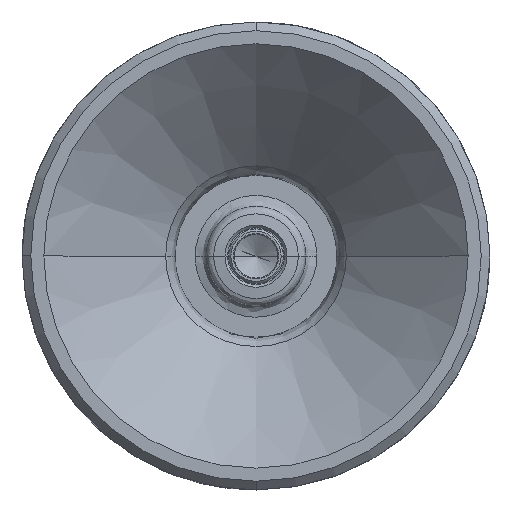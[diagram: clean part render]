
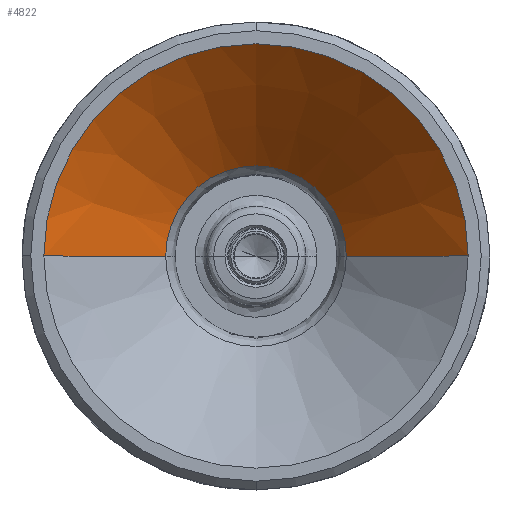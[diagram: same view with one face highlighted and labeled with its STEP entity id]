
A CAD part, top view. The second image highlights one B-rep face of the part: STEP entity #4822.
In plain terms, the highlighted conical face has half-angle 46.148 degrees and reference radius 2.065 mm.
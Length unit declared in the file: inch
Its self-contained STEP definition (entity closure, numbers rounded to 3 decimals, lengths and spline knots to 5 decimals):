
#39 = DIRECTION ( 'NONE',  ( 1., 0., 0. ) ) ;
#147 = CIRCLE ( 'NONE', #1994, 0.0813 ) ;
#463 = CARTESIAN_POINT ( 'NONE',  ( 0.15655, 0., 0.1565 ) ) ;
#484 = LINE ( 'NONE', #4180, #3651 ) ;
#736 = CONICAL_SURFACE ( 'NONE', #937, 0.0813, 0.805 ) ;
#937 = AXIS2_PLACEMENT_3D ( 'NONE', #5535, #1843, #39 ) ;
#1064 = CARTESIAN_POINT ( 'NONE',  ( 0.04685, 0., 0.05111 ) ) ;
#1238 = EDGE_CURVE ( 'NONE', #3292, #4348, #2494, .T. ) ;
#1481 = VECTOR ( 'NONE', #4362, 39.37008 ) ;
#1609 = CIRCLE ( 'NONE', #4352, 0.191 ) ;
#1843 = DIRECTION ( 'NONE',  ( 0., 0., 1. ) ) ;
#1851 = DIRECTION ( 'NONE',  ( 1., 0., 0. ) ) ;
#1994 = AXIS2_PLACEMENT_3D ( 'NONE', #5868, #3032, #5840 ) ;
#2317 = VERTEX_POINT ( 'NONE', #4587 ) ;
#2318 = VERTEX_POINT ( 'NONE', #4162 ) ;
#2494 = LINE ( 'NONE', #1064, #1481 ) ;
#2695 = EDGE_CURVE ( 'NONE', #3292, #2318, #147, .T. ) ;
#2730 = FACE_OUTER_BOUND ( 'NONE', #5452, .T. ) ;
#3032 = DIRECTION ( 'NONE',  ( 0., 0., 1. ) ) ;
#3100 = CARTESIAN_POINT ( 'NONE',  ( 0.04685, 0., 0.05111 ) ) ;
#3225 = CARTESIAN_POINT ( 'NONE',  ( -0.03445, 0., 0.1565 ) ) ;
#3285 = DIRECTION ( 'NONE',  ( 0., 0., 1. ) ) ;
#3292 = VERTEX_POINT ( 'NONE', #3100 ) ;
#3404 = EDGE_CURVE ( 'NONE', #2318, #2317, #484, .T. ) ;
#3651 = VECTOR ( 'NONE', #4207, 39.37008 ) ;
#4162 = CARTESIAN_POINT ( 'NONE',  ( -0.11575, 0., 0.05111 ) ) ;
#4180 = CARTESIAN_POINT ( 'NONE',  ( -0.11575, 0., 0.05111 ) ) ;
#4207 = DIRECTION ( 'NONE',  ( -0.721, 0., 0.693 ) ) ;
#4348 = VERTEX_POINT ( 'NONE', #463 ) ;
#4352 = AXIS2_PLACEMENT_3D ( 'NONE', #3225, #3285, #1851 ) ;
#4362 = DIRECTION ( 'NONE',  ( 0.721, 0., 0.693 ) ) ;
#4516 = ORIENTED_EDGE ( 'NONE', *, *, #2695, .F. ) ;
#4587 = CARTESIAN_POINT ( 'NONE',  ( -0.22544, 0., 0.1565 ) ) ;
#4766 = ORIENTED_EDGE ( 'NONE', *, *, #3404, .F. ) ;
#4822 = ADVANCED_FACE ( 'NONE', ( #2730 ), #736, .F. ) ;
#5019 = EDGE_CURVE ( 'NONE', #4348, #2317, #1609, .T. ) ;
#5378 = ORIENTED_EDGE ( 'NONE', *, *, #1238, .T. ) ;
#5452 = EDGE_LOOP ( 'NONE', ( #4766, #4516, #5378, #5882 ) ) ;
#5535 = CARTESIAN_POINT ( 'NONE',  ( -0.03445, 0., 0.05111 ) ) ;
#5840 = DIRECTION ( 'NONE',  ( -1., 0., 0. ) ) ;
#5868 = CARTESIAN_POINT ( 'NONE',  ( -0.03445, 0., 0.05111 ) ) ;
#5882 = ORIENTED_EDGE ( 'NONE', *, *, #5019, .T. ) ;
